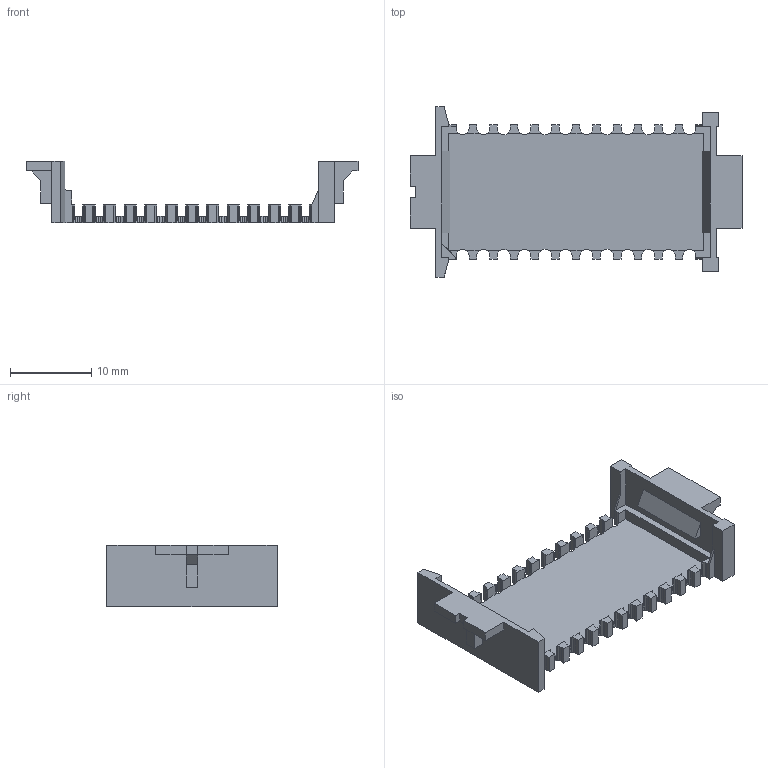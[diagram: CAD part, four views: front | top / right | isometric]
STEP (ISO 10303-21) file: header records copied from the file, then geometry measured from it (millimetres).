
FILE_DESCRIPTION(('FreeCAD Model'),'2;1');
FILE_NAME('Molex78802_PCB_24.step','2021-05-20T14:47:53',('FreeCAD'),( 'FreeCAD'),'Open CASCADE STEP processor 7.4','FreeCAD','Unknown');
FILE_SCHEMA(('AUTOMOTIVE_DESIGN { 1 0 10303 214 1 1 1 1 }'));
Length unit declared in the file: millimetre
Products named in the file (1): Open CASCADE STEP translator 7.4 1
Bounding box: 40.92 x 21 x 7.6 mm (x, y, z)
Surface area: 2191.4 mm2 (no closed solid volume)
Topology: 0 solids, 1 shells, 511 faces, 1310 edges, 803 vertices
Faces by surface type: plane 511
Entity records: 14886 total; most frequent: CARTESIAN_POINT 2625, ORIENTED_EDGE 2620, DIRECTION 2334, EDGE_CURVE 1310, LINE 1310, VECTOR 1310, VERTEX_POINT 803, FACE_BOUND 513
